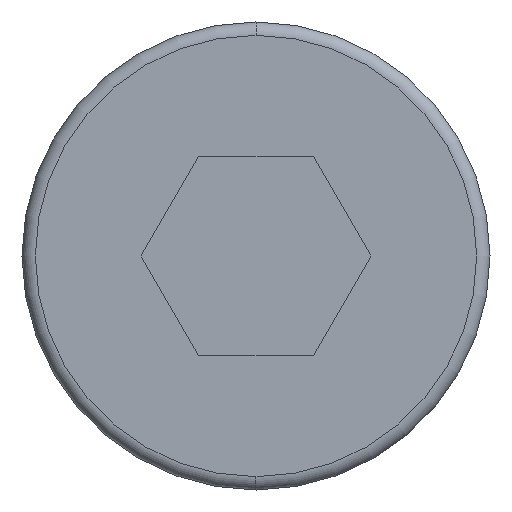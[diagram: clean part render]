
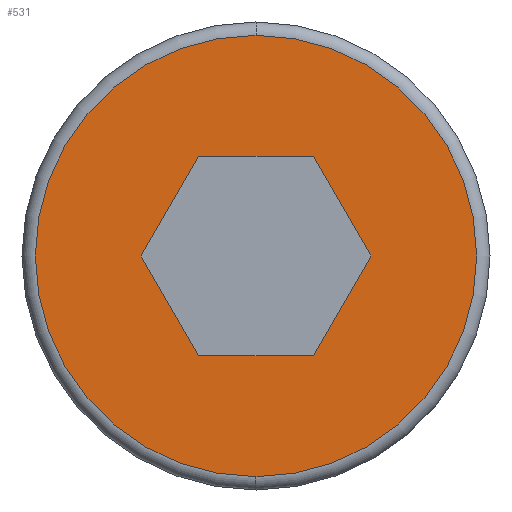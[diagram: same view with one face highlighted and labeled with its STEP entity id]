
A CAD part, left-side view. The second image highlights one B-rep face of the part: STEP entity #531.
In plain terms, the highlighted planar face has unit normal (-1, 0, 0).
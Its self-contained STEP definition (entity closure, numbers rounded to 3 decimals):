
#1 = LINE ( 'NONE', #604, #268 ) ;
#4 = VERTEX_POINT ( 'NONE', #225 ) ;
#8 = CARTESIAN_POINT ( 'NONE',  ( 0., -0.86, -1.49 ) ) ;
#16 = LINE ( 'NONE', #589, #518 ) ;
#30 = EDGE_CURVE ( 'NONE', #141, #174, #148, .T. ) ;
#32 = LINE ( 'NONE', #163, #592 ) ;
#34 = VERTEX_POINT ( 'NONE', #474 ) ;
#37 = VECTOR ( 'NONE', #59, 1000. ) ;
#43 = DIRECTION ( 'NONE',  ( 0., 0., 1. ) ) ;
#55 = VECTOR ( 'NONE', #441, 1000. ) ;
#58 = VERTEX_POINT ( 'NONE', #279 ) ;
#59 = DIRECTION ( 'NONE',  ( 0., -0.5, 0.866 ) ) ;
#60 = CARTESIAN_POINT ( 'NONE',  ( 0., -0.86, 1.49 ) ) ;
#63 = FACE_OUTER_BOUND ( 'NONE', #87, .T. ) ;
#87 = EDGE_LOOP ( 'NONE', ( #126, #569 ) ) ;
#106 = ORIENTED_EDGE ( 'NONE', *, *, #420, .F. ) ;
#108 = EDGE_CURVE ( 'NONE', #34, #479, #421, .T. ) ;
#124 = CARTESIAN_POINT ( 'NONE',  ( 0., 0.86, -1.49 ) ) ;
#126 = ORIENTED_EDGE ( 'NONE', *, *, #342, .T. ) ;
#139 = VERTEX_POINT ( 'NONE', #60 ) ;
#141 = VERTEX_POINT ( 'NONE', #530 ) ;
#147 = VECTOR ( 'NONE', #572, 1000. ) ;
#148 = CIRCLE ( 'NONE', #607, 3.3 ) ;
#151 = CARTESIAN_POINT ( 'NONE',  ( 0., 0., 0. ) ) ;
#163 = CARTESIAN_POINT ( 'NONE',  ( 0., 0.86, 1.49 ) ) ;
#169 = CARTESIAN_POINT ( 'NONE',  ( 0., 0., 0. ) ) ;
#170 = CARTESIAN_POINT ( 'NONE',  ( 0., -1.72, 0. ) ) ;
#174 = VERTEX_POINT ( 'NONE', #258 ) ;
#184 = EDGE_CURVE ( 'NONE', #479, #4, #248, .T. ) ;
#185 = DIRECTION ( 'NONE',  ( -1., 0., 0. ) ) ;
#192 = DIRECTION ( 'NONE',  ( 0., 0.5, 0.866 ) ) ;
#225 = CARTESIAN_POINT ( 'NONE',  ( 0., -0.86, -1.49 ) ) ;
#228 = ORIENTED_EDGE ( 'NONE', *, *, #280, .F. ) ;
#248 = LINE ( 'NONE', #124, #55 ) ;
#258 = CARTESIAN_POINT ( 'NONE',  ( 0., 0., 3.3 ) ) ;
#268 = VECTOR ( 'NONE', #192, 1000. ) ;
#272 = AXIS2_PLACEMENT_3D ( 'NONE', #151, #478, #43 ) ;
#279 = CARTESIAN_POINT ( 'NONE',  ( 0., 0.86, 1.49 ) ) ;
#280 = EDGE_CURVE ( 'NONE', #139, #58, #16, .T. ) ;
#290 = AXIS2_PLACEMENT_3D ( 'NONE', #169, #343, #574 ) ;
#315 = ORIENTED_EDGE ( 'NONE', *, *, #561, .F. ) ;
#316 = DIRECTION ( 'NONE',  ( 0., 1., 0. ) ) ;
#330 = DIRECTION ( 'NONE',  ( 0., 0., 1. ) ) ;
#332 = ORIENTED_EDGE ( 'NONE', *, *, #184, .F. ) ;
#342 = EDGE_CURVE ( 'NONE', #174, #141, #388, .T. ) ;
#343 = DIRECTION ( 'NONE',  ( -1., 0., 0. ) ) ;
#362 = FACE_BOUND ( 'NONE', #527, .T. ) ;
#375 = EDGE_CURVE ( 'NONE', #488, #139, #1, .T. ) ;
#388 = CIRCLE ( 'NONE', #272, 3.3 ) ;
#395 = PLANE ( 'NONE',  #290 ) ;
#420 = EDGE_CURVE ( 'NONE', #58, #34, #32, .T. ) ;
#421 = LINE ( 'NONE', #598, #147 ) ;
#424 = ORIENTED_EDGE ( 'NONE', *, *, #108, .F. ) ;
#441 = DIRECTION ( 'NONE',  ( 0., -1., 0. ) ) ;
#444 = CARTESIAN_POINT ( 'NONE',  ( 0., 0.86, -1.49 ) ) ;
#474 = CARTESIAN_POINT ( 'NONE',  ( 0., 1.72, 0. ) ) ;
#478 = DIRECTION ( 'NONE',  ( -1., 0., 0. ) ) ;
#479 = VERTEX_POINT ( 'NONE', #444 ) ;
#488 = VERTEX_POINT ( 'NONE', #170 ) ;
#518 = VECTOR ( 'NONE', #316, 1000. ) ;
#527 = EDGE_LOOP ( 'NONE', ( #601, #315, #332, #424, #106, #228 ) ) ;
#530 = CARTESIAN_POINT ( 'NONE',  ( 0., 0., -3.3 ) ) ;
#531 = ADVANCED_FACE ( 'NONE', ( #63, #362 ), #395, .T. ) ;
#543 = CARTESIAN_POINT ( 'NONE',  ( 0., 0., 0. ) ) ;
#561 = EDGE_CURVE ( 'NONE', #4, #488, #591, .T. ) ;
#569 = ORIENTED_EDGE ( 'NONE', *, *, #30, .T. ) ;
#572 = DIRECTION ( 'NONE',  ( 0., -0.5, -0.866 ) ) ;
#574 = DIRECTION ( 'NONE',  ( 0., 0., 1. ) ) ;
#589 = CARTESIAN_POINT ( 'NONE',  ( 0., -0.86, 1.49 ) ) ;
#591 = LINE ( 'NONE', #8, #37 ) ;
#592 = VECTOR ( 'NONE', #611, 1000. ) ;
#598 = CARTESIAN_POINT ( 'NONE',  ( 0., 1.72, 0. ) ) ;
#601 = ORIENTED_EDGE ( 'NONE', *, *, #375, .F. ) ;
#604 = CARTESIAN_POINT ( 'NONE',  ( 0., -1.72, 0. ) ) ;
#607 = AXIS2_PLACEMENT_3D ( 'NONE', #543, #185, #330 ) ;
#611 = DIRECTION ( 'NONE',  ( 0., 0.5, -0.866 ) ) ;
